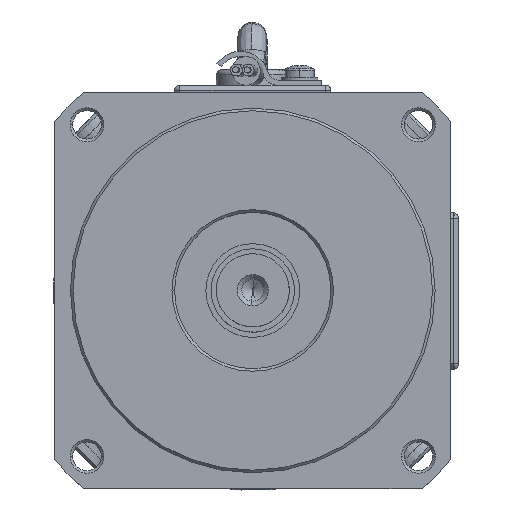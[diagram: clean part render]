
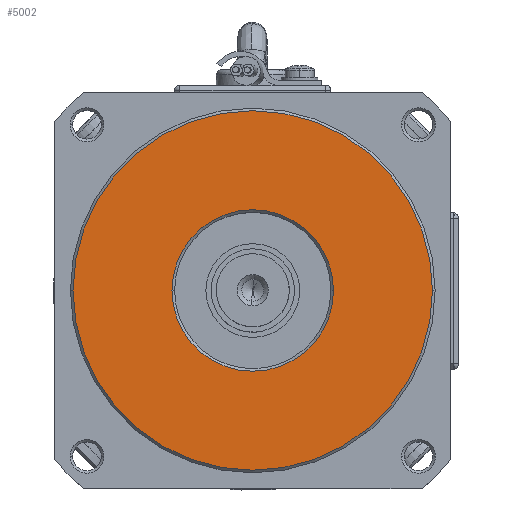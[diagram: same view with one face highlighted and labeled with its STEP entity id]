
A CAD part, top view. The second image highlights one B-rep face of the part: STEP entity #5002.
In plain terms, the highlighted planar face has unit normal (0, 0, 1).
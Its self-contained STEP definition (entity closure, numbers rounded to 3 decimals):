
#490 = EDGE_CURVE ( 'NONE', #15996, #13672, #20200, .T. ) ;
#800 = DIRECTION ( 'NONE',  ( 0., 0., 1. ) ) ;
#808 = EDGE_LOOP ( 'NONE', ( #14531, #14807 ) ) ;
#1344 = DIRECTION ( 'NONE',  ( 0., 0., -1. ) ) ;
#1541 = DIRECTION ( 'NONE',  ( 1., 0., 0. ) ) ;
#2315 = ORIENTED_EDGE ( 'NONE', *, *, #18264, .T. ) ;
#3247 = CARTESIAN_POINT ( 'NONE',  ( 0., 0., 20. ) ) ;
#3541 = AXIS2_PLACEMENT_3D ( 'NONE', #11236, #19253, #12947 ) ;
#3673 = DIRECTION ( 'NONE',  ( 1., 0., 0. ) ) ;
#3953 = AXIS2_PLACEMENT_3D ( 'NONE', #3247, #12983, #1541 ) ;
#4037 = VERTEX_POINT ( 'NONE', #14522 ) ;
#4716 = FACE_OUTER_BOUND ( 'NONE', #808, .T. ) ;
#5002 = ADVANCED_FACE ( 'Defeature ausgef�hrt2_356', ( #4716, #7811 ), #6210, .T. ) ;
#6210 = PLANE ( 'NONE',  #3541 ) ;
#7197 = CIRCLE ( 'NONE', #19147, 34.5 ) ;
#7811 = FACE_BOUND ( 'NONE', #19650, .T. ) ;
#7861 = DIRECTION ( 'NONE',  ( 1., 0., 0. ) ) ;
#8340 = CIRCLE ( 'NONE', #8672, 34.5 ) ;
#8672 = AXIS2_PLACEMENT_3D ( 'NONE', #13295, #18815, #3673 ) ;
#9836 = EDGE_CURVE ( 'NONE', #4037, #15360, #7197, .T. ) ;
#10435 = AXIS2_PLACEMENT_3D ( 'NONE', #19095, #1344, #7861 ) ;
#11236 = CARTESIAN_POINT ( 'NONE',  ( 0., 0., 20. ) ) ;
#12947 = DIRECTION ( 'NONE',  ( 1., 0., 0. ) ) ;
#12983 = DIRECTION ( 'NONE',  ( 0., 0., -1. ) ) ;
#13295 = CARTESIAN_POINT ( 'NONE',  ( 0., 0., 20. ) ) ;
#13672 = VERTEX_POINT ( 'NONE', #19449 ) ;
#14251 = CARTESIAN_POINT ( 'NONE',  ( -15.5, 0., 20. ) ) ;
#14522 = CARTESIAN_POINT ( 'NONE',  ( -34.5, 0., 20. ) ) ;
#14531 = ORIENTED_EDGE ( 'NONE', *, *, #9836, .T. ) ;
#14807 = ORIENTED_EDGE ( 'NONE', *, *, #16471, .T. ) ;
#15141 = ORIENTED_EDGE ( 'NONE', *, *, #490, .T. ) ;
#15360 = VERTEX_POINT ( 'NONE', #16953 ) ;
#15996 = VERTEX_POINT ( 'NONE', #14251 ) ;
#16471 = EDGE_CURVE ( 'NONE', #15360, #4037, #8340, .T. ) ;
#16953 = CARTESIAN_POINT ( 'NONE',  ( 34.5, 0., 20. ) ) ;
#18264 = EDGE_CURVE ( 'NONE', #13672, #15996, #19997, .T. ) ;
#18352 = DIRECTION ( 'NONE',  ( 1., 0., 0. ) ) ;
#18815 = DIRECTION ( 'NONE',  ( 0., 0., 1. ) ) ;
#19095 = CARTESIAN_POINT ( 'NONE',  ( 0., 0., 20. ) ) ;
#19147 = AXIS2_PLACEMENT_3D ( 'NONE', #20261, #800, #18352 ) ;
#19253 = DIRECTION ( 'NONE',  ( 0., 0., 1. ) ) ;
#19449 = CARTESIAN_POINT ( 'NONE',  ( 15.5, 0., 20. ) ) ;
#19650 = EDGE_LOOP ( 'NONE', ( #2315, #15141 ) ) ;
#19997 = CIRCLE ( 'NONE', #10435, 15.5 ) ;
#20200 = CIRCLE ( 'NONE', #3953, 15.5 ) ;
#20261 = CARTESIAN_POINT ( 'NONE',  ( 0., 0., 20. ) ) ;
